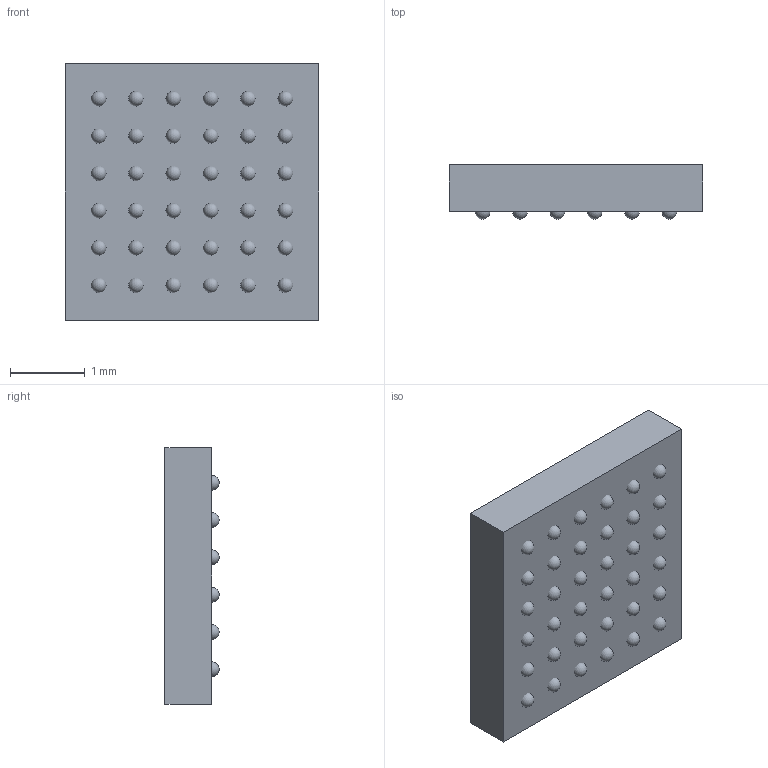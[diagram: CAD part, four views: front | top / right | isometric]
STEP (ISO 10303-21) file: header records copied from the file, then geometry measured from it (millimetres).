
FILE_DESCRIPTION(/* description */ (''),/* implementation_level */ '2;1');
FILE_NAME(/* name */ 'ARX3A0 v4.step',/* time_stamp */ '2021-07-02T22:06:08-04:00',/* author */ (''),/* organization */ (''),/* preprocessor_version */ 'ST-DEVELOPER v18.1',/* originating_system */ 'Autodesk Translation Framework v10.9.0.1377',/* authorisation */ '');
FILE_SCHEMA (('AUTOMOTIVE_DESIGN { 1 0 10303 214 3 1 1 }'));
Length unit declared in the file: millimetre
Products named in the file (4): ARX3A0; Base; Balls; Ball
Assembly tree (38 placements, depth 3):
  ARX3A0
    Base
    Balls
      Ball  x36
Bounding box: 3.39 x 0.73 x 3.44 mm (x, y, z)
Volume: 7.4 mm3; surface area: 36.4 mm2
Topology: 37 solids, 37 shells, 47 faces, 132 edges, 88 vertices
Faces by surface type: sphere 36, plane 11
Entity records: 738 total; most frequent: DIRECTION 136, CARTESIAN_POINT 98, AXIS2_PLACEMENT_3D 56, ORIENTED_EDGE 50, PRODUCT_DEFINITION_SHAPE 42, ITEM_DEFINED_TRANSFORMATION 38, CONTEXT_DEPENDENT_SHAPE_REPRESENTATION 38, NEXT_ASSEMBLY_USAGE_OCCURRENCE 38
